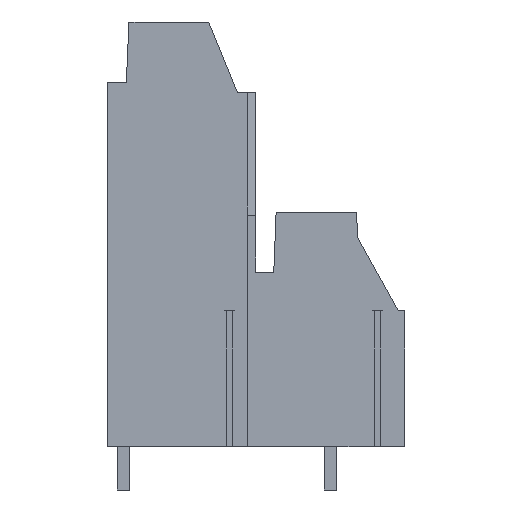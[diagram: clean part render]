
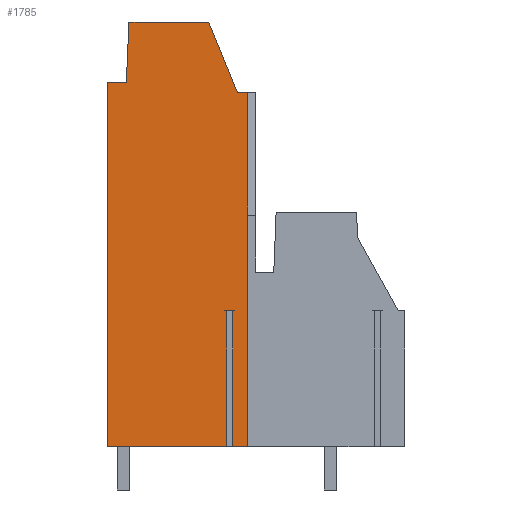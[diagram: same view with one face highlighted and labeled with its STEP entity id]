
A CAD part, left-side view. The second image highlights one B-rep face of the part: STEP entity #1785.
In plain terms, the highlighted planar face has unit normal (-1, 0, 0).
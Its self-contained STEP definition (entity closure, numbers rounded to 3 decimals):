
#1719=AXIS2_PLACEMENT_3D('Plane Axis2P3D',#1716,#1717,#1718) ;
#919=CARTESIAN_POINT('Line Origine',(0.,12.12,3.2)) ;
#923=CARTESIAN_POINT('Vertex',(0.,11.574,3.2)) ;
#925=CARTESIAN_POINT('Vertex',(0.,12.665,3.2)) ;
#974=CARTESIAN_POINT('Vertex',(0.,13.115,3.2)) ;
#977=CARTESIAN_POINT('Line Origine',(0.,17.528,3.2)) ;
#981=CARTESIAN_POINT('Vertex',(0.,21.94,3.2)) ;
#1490=CARTESIAN_POINT('Vertex',(0.,11.574,29.26)) ;
#1493=CARTESIAN_POINT('Line Origine',(0.,11.574,16.23)) ;
#1699=CARTESIAN_POINT('Vertex',(0.,12.337,29.26)) ;
#1702=CARTESIAN_POINT('Line Origine',(0.,11.956,29.26)) ;
#1716=CARTESIAN_POINT('Axis2P3D Location',(0.,11.,17.2)) ;
#1722=CARTESIAN_POINT('Control Point',(0.,20.328,34.47)) ;
#1723=CARTESIAN_POINT('Control Point',(0.,20.521,30.05)) ;
#1724=CARTESIAN_POINT('Vertex',(0.,20.328,34.47)) ;
#1726=CARTESIAN_POINT('Vertex',(0.,20.521,30.05)) ;
#1729=CARTESIAN_POINT('Line Origine',(0.,16.853,30.05)) ;
#1733=CARTESIAN_POINT('Vertex',(0.,21.94,30.05)) ;
#1736=CARTESIAN_POINT('Line Origine',(0.,21.94,34.47)) ;
#1741=CARTESIAN_POINT('Line Origine',(0.,13.115,34.47)) ;
#1745=CARTESIAN_POINT('Vertex',(0.,13.115,13.2)) ;
#1748=CARTESIAN_POINT('Line Origine',(0.,16.853,13.2)) ;
#1752=CARTESIAN_POINT('Vertex',(0.,12.665,13.2)) ;
#1755=CARTESIAN_POINT('Line Origine',(0.,12.665,34.47)) ;
#1761=CARTESIAN_POINT('Control Point',(0.,12.337,29.26)) ;
#1762=CARTESIAN_POINT('Control Point',(0.,14.449,34.47)) ;
#1763=CARTESIAN_POINT('Vertex',(0.,14.449,34.47)) ;
#1766=CARTESIAN_POINT('Line Origine',(0.,16.853,34.47)) ;
#920=DIRECTION('Vector Direction',(0.,1.,0.)) ;
#978=DIRECTION('Vector Direction',(0.,1.,0.)) ;
#1494=DIRECTION('Vector Direction',(0.,0.,-1.)) ;
#1703=DIRECTION('Vector Direction',(0.,1.,0.)) ;
#1717=DIRECTION('Axis2P3D Direction',(1.,0.,0.)) ;
#1718=DIRECTION('Axis2P3D XDirection',(0.,1.,0.)) ;
#1730=DIRECTION('Vector Direction',(0.,1.,0.)) ;
#1737=DIRECTION('Vector Direction',(0.,0.,1.)) ;
#1742=DIRECTION('Vector Direction',(0.,0.,1.)) ;
#1749=DIRECTION('Vector Direction',(0.,1.,0.)) ;
#1756=DIRECTION('Vector Direction',(0.,0.,1.)) ;
#1767=DIRECTION('Vector Direction',(0.,1.,0.)) ;
#921=VECTOR('Line Direction',#920,1.) ;
#979=VECTOR('Line Direction',#978,1.) ;
#1495=VECTOR('Line Direction',#1494,1.) ;
#1704=VECTOR('Line Direction',#1703,1.) ;
#1731=VECTOR('Line Direction',#1730,1.) ;
#1738=VECTOR('Line Direction',#1737,1.) ;
#1743=VECTOR('Line Direction',#1742,1.) ;
#1750=VECTOR('Line Direction',#1749,1.) ;
#1757=VECTOR('Line Direction',#1756,1.) ;
#1768=VECTOR('Line Direction',#1767,1.) ;
#1772=ORIENTED_EDGE('',*,*,#1728,.T.) ;
#1773=ORIENTED_EDGE('',*,*,#1735,.T.) ;
#1774=ORIENTED_EDGE('',*,*,#1740,.T.) ;
#1775=ORIENTED_EDGE('',*,*,#983,.F.) ;
#1776=ORIENTED_EDGE('',*,*,#1747,.T.) ;
#1777=ORIENTED_EDGE('',*,*,#1754,.T.) ;
#1778=ORIENTED_EDGE('',*,*,#1759,.F.) ;
#1779=ORIENTED_EDGE('',*,*,#927,.F.) ;
#1780=ORIENTED_EDGE('',*,*,#1497,.F.) ;
#1781=ORIENTED_EDGE('',*,*,#1706,.T.) ;
#1782=ORIENTED_EDGE('',*,*,#1765,.T.) ;
#1783=ORIENTED_EDGE('',*,*,#1770,.T.) ;
#1785=ADVANCED_FACE('housing',(#1784),#1720,.F.) ;
#1721=B_SPLINE_CURVE_WITH_KNOTS('',1,(#1722,#1723),.UNSPECIFIED.,.F.,.U.,(2,2),(-2.212,2.212),.UNSPECIFIED.) ;
#1760=B_SPLINE_CURVE_WITH_KNOTS('',1,(#1761,#1762),.UNSPECIFIED.,.F.,.U.,(2,2),(-2.811,2.811),.UNSPECIFIED.) ;
#927=EDGE_CURVE('',#924,#926,#922,.T.) ;
#983=EDGE_CURVE('',#975,#982,#980,.T.) ;
#1497=EDGE_CURVE('',#1491,#924,#1496,.T.) ;
#1706=EDGE_CURVE('',#1491,#1700,#1705,.T.) ;
#1728=EDGE_CURVE('',#1725,#1727,#1721,.T.) ;
#1735=EDGE_CURVE('',#1727,#1734,#1732,.T.) ;
#1740=EDGE_CURVE('',#1734,#982,#1739,.F.) ;
#1747=EDGE_CURVE('',#975,#1746,#1744,.T.) ;
#1754=EDGE_CURVE('',#1746,#1753,#1751,.F.) ;
#1759=EDGE_CURVE('',#926,#1753,#1758,.T.) ;
#1765=EDGE_CURVE('',#1700,#1764,#1760,.T.) ;
#1770=EDGE_CURVE('',#1764,#1725,#1769,.T.) ;
#1771=EDGE_LOOP('',(#1772,#1773,#1774,#1775,#1776,#1777,#1778,#1779,#1780,#1781,#1782,#1783)) ;
#1784=FACE_OUTER_BOUND('',#1771,.T.) ;
#922=LINE('Line',#919,#921) ;
#980=LINE('Line',#977,#979) ;
#1496=LINE('Line',#1493,#1495) ;
#1705=LINE('Line',#1702,#1704) ;
#1732=LINE('Line',#1729,#1731) ;
#1739=LINE('Line',#1736,#1738) ;
#1744=LINE('Line',#1741,#1743) ;
#1751=LINE('Line',#1748,#1750) ;
#1758=LINE('Line',#1755,#1757) ;
#1769=LINE('Line',#1766,#1768) ;
#1720=PLANE('',#1719) ;
#924=VERTEX_POINT('',#923) ;
#926=VERTEX_POINT('',#925) ;
#975=VERTEX_POINT('',#974) ;
#982=VERTEX_POINT('',#981) ;
#1491=VERTEX_POINT('',#1490) ;
#1700=VERTEX_POINT('',#1699) ;
#1725=VERTEX_POINT('',#1724) ;
#1727=VERTEX_POINT('',#1726) ;
#1734=VERTEX_POINT('',#1733) ;
#1746=VERTEX_POINT('',#1745) ;
#1753=VERTEX_POINT('',#1752) ;
#1764=VERTEX_POINT('',#1763) ;
